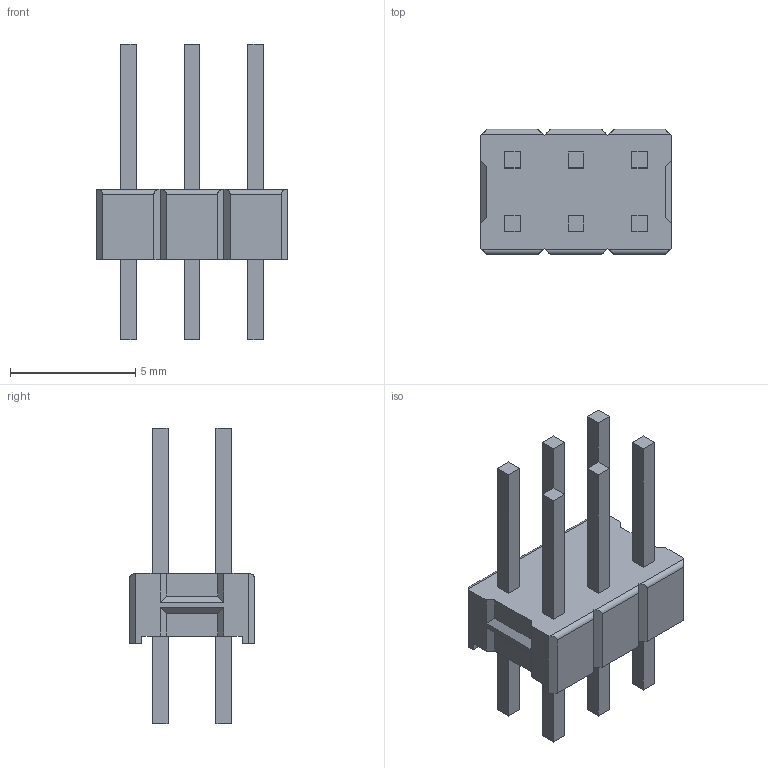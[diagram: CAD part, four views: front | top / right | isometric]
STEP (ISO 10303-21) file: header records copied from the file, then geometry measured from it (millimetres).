
FILE_DESCRIPTION(('STEP AP203'),'1');
FILE_NAME(' ',' ',('TraceParts'),('TraceParts S.A.'),'XStep 1.0',' ',' ');
FILE_SCHEMA(('CONFIG_CONTROL_DESIGN'));
Length unit declared in the file: millimetre
Products named in the file (1): 1
Bounding box: 7.62 x 5 x 11.8 mm (x, y, z)
Volume: 116.2 mm3; surface area: 287.9 mm2
Topology: 1 solids, 1 shells, 108 faces, 282 edges, 188 vertices
Faces by surface type: plane 102, cylinder 6
Entity records: 3350 total; most frequent: CARTESIAN_POINT 663, ORIENTED_EDGE 564, DIRECTION 488, EDGE_CURVE 282, LINE 270, VECTOR 270, VERTEX_POINT 188, EDGE_LOOP 120
